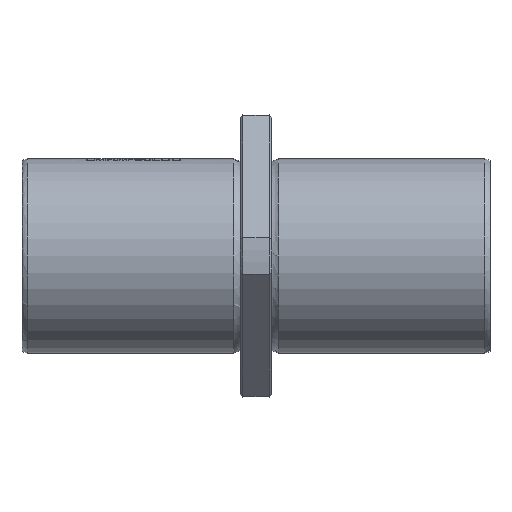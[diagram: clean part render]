
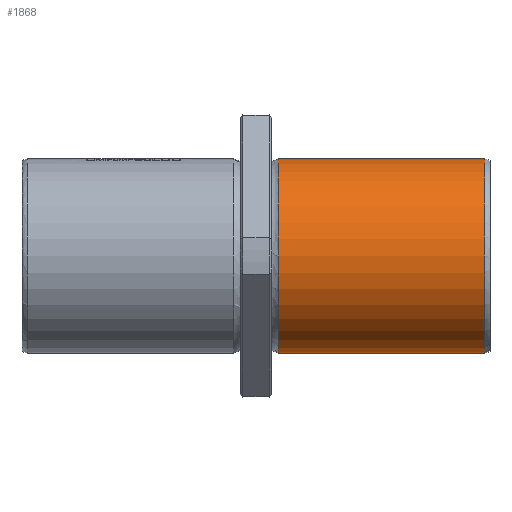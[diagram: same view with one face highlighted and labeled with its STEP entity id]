
A CAD part, front view. The second image highlights one B-rep face of the part: STEP entity #1868.
In plain terms, the highlighted cylindrical face has radius 40 mm (diameter 80 mm), a full revolution.
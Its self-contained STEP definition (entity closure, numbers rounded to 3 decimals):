
#591=FACE_BOUND('',#2746,.T.);
#592=FACE_BOUND('',#2747,.T.);
#1818=CYLINDRICAL_SURFACE('',#7810,40.);
#1868=ADVANCED_FACE('',(#591,#592),#1818,.T.);
#2746=EDGE_LOOP('',(#4125));
#2747=EDGE_LOOP('',(#4126));
#4125=ORIENTED_EDGE('',*,*,#6971,.F.);
#4126=ORIENTED_EDGE('',*,*,#6958,.T.);
#6213=VERTEX_POINT('',#11874);
#6225=VERTEX_POINT('',#11989);
#6958=EDGE_CURVE('',#6213,#6213,#7693,.T.);
#6971=EDGE_CURVE('',#6225,#6225,#7694,.T.);
#7693=CIRCLE('',#7802,40.);
#7694=CIRCLE('',#7809,40.);
#7802=AXIS2_PLACEMENT_3D('',#11873,#8491,#8492);
#7809=AXIS2_PLACEMENT_3D('',#11988,#8505,#8506);
#7810=AXIS2_PLACEMENT_3D('',#11990,#8507,#8508);
#8491=DIRECTION('',(-1.,0.,0.));
#8492=DIRECTION('',(0.,0.,1.));
#8505=DIRECTION('',(-1.,0.,0.));
#8506=DIRECTION('',(0.,0.,1.));
#8507=DIRECTION('',(1.,0.,0.));
#8508=DIRECTION('',(0.,1.,0.));
#11873=CARTESIAN_POINT('',(100.339,0.,0.));
#11874=CARTESIAN_POINT('',(100.339,0.,40.));
#11988=CARTESIAN_POINT('',(15.546,0.,0.));
#11989=CARTESIAN_POINT('',(15.546,0.,40.));
#11990=CARTESIAN_POINT('',(15.546,0.,0.));
